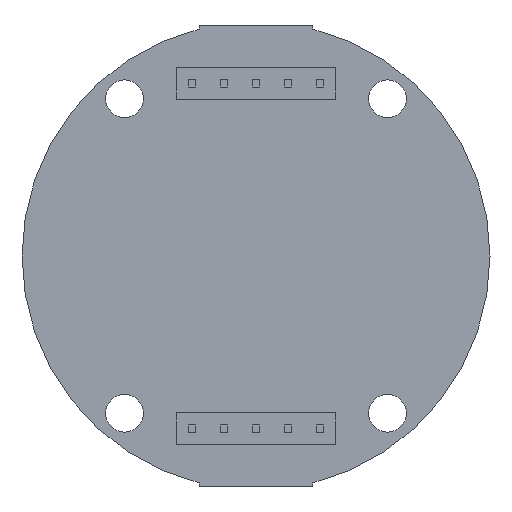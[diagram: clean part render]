
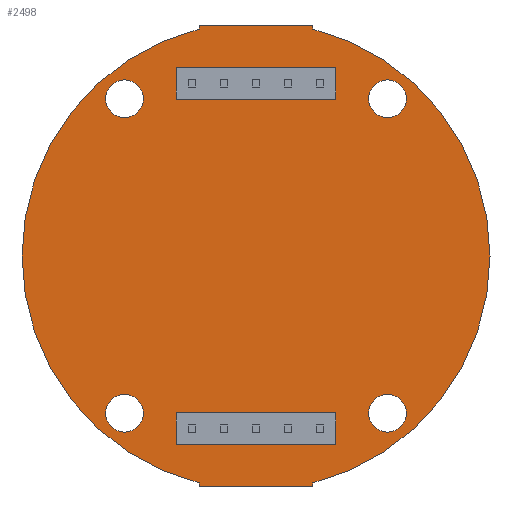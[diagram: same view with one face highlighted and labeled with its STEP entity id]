
A CAD part, front view. The second image highlights one B-rep face of the part: STEP entity #2498.
In plain terms, the highlighted planar face has unit normal (0, -1, 0).
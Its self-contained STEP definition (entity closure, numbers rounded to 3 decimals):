
#51=FACE_BOUND('',#419,.T.);
#52=FACE_BOUND('',#420,.T.);
#53=FACE_BOUND('',#421,.T.);
#54=FACE_BOUND('',#422,.T.);
#55=FACE_BOUND('',#423,.T.);
#56=FACE_BOUND('',#424,.T.);
#58=CIRCLE('',#2565,1.5);
#60=CIRCLE('',#2568,1.5);
#62=CIRCLE('',#2571,1.5);
#64=CIRCLE('',#2574,1.5);
#89=CIRCLE('',#2679,18.6);
#91=CIRCLE('',#2685,18.6);
#246=FACE_OUTER_BOUND('',#418,.T.);
#418=EDGE_LOOP('',(#2217,#2218,#2219,#2220,#2221,#2222,#2223,#2224));
#419=EDGE_LOOP('',(#2225));
#420=EDGE_LOOP('',(#2226));
#421=EDGE_LOOP('',(#2227));
#422=EDGE_LOOP('',(#2228));
#423=EDGE_LOOP('',(#2229,#2230,#2231,#2232));
#424=EDGE_LOOP('',(#2233,#2234,#2235,#2236));
#669=LINE('',#3867,#965);
#673=LINE('',#3875,#969);
#676=LINE('',#3881,#972);
#679=LINE('',#3886,#975);
#681=LINE('',#3892,#977);
#685=LINE('',#3900,#981);
#688=LINE('',#3906,#984);
#691=LINE('',#3911,#987);
#701=LINE('',#3989,#997);
#705=LINE('',#3997,#1001);
#708=LINE('',#4003,#1004);
#712=LINE('',#4015,#1008);
#715=LINE('',#4021,#1011);
#718=LINE('',#4027,#1014);
#965=VECTOR('',#3161,10.);
#969=VECTOR('',#3167,10.);
#972=VECTOR('',#3172,10.);
#975=VECTOR('',#3177,10.);
#977=VECTOR('',#3183,10.);
#981=VECTOR('',#3189,10.);
#984=VECTOR('',#3194,10.);
#987=VECTOR('',#3199,10.);
#997=VECTOR('',#3293,10.);
#1001=VECTOR('',#3299,10.);
#1004=VECTOR('',#3304,10.);
#1008=VECTOR('',#3316,10.);
#1011=VECTOR('',#3321,10.);
#1014=VECTOR('',#3326,10.);
#1098=VERTEX_POINT('',#3593);
#1100=VERTEX_POINT('',#3599);
#1102=VERTEX_POINT('',#3605);
#1104=VERTEX_POINT('',#3611);
#1185=VERTEX_POINT('',#3865);
#1186=VERTEX_POINT('',#3866);
#1189=VERTEX_POINT('',#3874);
#1191=VERTEX_POINT('',#3880);
#1193=VERTEX_POINT('',#3890);
#1194=VERTEX_POINT('',#3891);
#1197=VERTEX_POINT('',#3899);
#1199=VERTEX_POINT('',#3905);
#1225=VERTEX_POINT('',#3987);
#1226=VERTEX_POINT('',#3988);
#1229=VERTEX_POINT('',#3996);
#1231=VERTEX_POINT('',#4002);
#1233=VERTEX_POINT('',#4008);
#1235=VERTEX_POINT('',#4014);
#1237=VERTEX_POINT('',#4020);
#1239=VERTEX_POINT('',#4026);
#1363=EDGE_CURVE('',#1098,#1098,#58,.T.);
#1366=EDGE_CURVE('',#1100,#1100,#60,.T.);
#1369=EDGE_CURVE('',#1102,#1102,#62,.T.);
#1372=EDGE_CURVE('',#1104,#1104,#64,.T.);
#1493=EDGE_CURVE('',#1185,#1186,#669,.T.);
#1497=EDGE_CURVE('',#1186,#1189,#673,.T.);
#1500=EDGE_CURVE('',#1189,#1191,#676,.T.);
#1503=EDGE_CURVE('',#1191,#1185,#679,.T.);
#1505=EDGE_CURVE('',#1193,#1194,#681,.T.);
#1509=EDGE_CURVE('',#1194,#1197,#685,.T.);
#1512=EDGE_CURVE('',#1197,#1199,#688,.T.);
#1515=EDGE_CURVE('',#1199,#1193,#691,.T.);
#1549=EDGE_CURVE('',#1225,#1226,#701,.T.);
#1553=EDGE_CURVE('',#1226,#1229,#705,.T.);
#1556=EDGE_CURVE('',#1229,#1231,#708,.T.);
#1559=EDGE_CURVE('',#1233,#1231,#89,.T.);
#1562=EDGE_CURVE('',#1233,#1235,#712,.T.);
#1565=EDGE_CURVE('',#1235,#1237,#715,.T.);
#1568=EDGE_CURVE('',#1237,#1239,#718,.T.);
#1571=EDGE_CURVE('',#1225,#1239,#91,.T.);
#2217=ORIENTED_EDGE('',*,*,#1571,.F.);
#2218=ORIENTED_EDGE('',*,*,#1549,.T.);
#2219=ORIENTED_EDGE('',*,*,#1553,.T.);
#2220=ORIENTED_EDGE('',*,*,#1556,.T.);
#2221=ORIENTED_EDGE('',*,*,#1559,.F.);
#2222=ORIENTED_EDGE('',*,*,#1562,.T.);
#2223=ORIENTED_EDGE('',*,*,#1565,.T.);
#2224=ORIENTED_EDGE('',*,*,#1568,.T.);
#2225=ORIENTED_EDGE('',*,*,#1363,.T.);
#2226=ORIENTED_EDGE('',*,*,#1366,.T.);
#2227=ORIENTED_EDGE('',*,*,#1369,.T.);
#2228=ORIENTED_EDGE('',*,*,#1372,.T.);
#2229=ORIENTED_EDGE('',*,*,#1493,.T.);
#2230=ORIENTED_EDGE('',*,*,#1497,.T.);
#2231=ORIENTED_EDGE('',*,*,#1500,.T.);
#2232=ORIENTED_EDGE('',*,*,#1503,.T.);
#2233=ORIENTED_EDGE('',*,*,#1505,.T.);
#2234=ORIENTED_EDGE('',*,*,#1509,.T.);
#2235=ORIENTED_EDGE('',*,*,#1512,.T.);
#2236=ORIENTED_EDGE('',*,*,#1515,.T.);
#2358=PLANE('',#2688);
#2498=ADVANCED_FACE('',(#246,#51,#52,#53,#54,#55,#56),#2358,.F.);
#2565=AXIS2_PLACEMENT_3D('',#3595,#2916,#2917);
#2568=AXIS2_PLACEMENT_3D('',#3601,#2923,#2924);
#2571=AXIS2_PLACEMENT_3D('',#3607,#2930,#2931);
#2574=AXIS2_PLACEMENT_3D('',#3613,#2937,#2938);
#2679=AXIS2_PLACEMENT_3D('',#4009,#3309,#3310);
#2685=AXIS2_PLACEMENT_3D('',#4032,#3331,#3332);
#2688=AXIS2_PLACEMENT_3D('',#4035,#3337,#3338);
#2916=DIRECTION('center_axis',(0.,1.,0.));
#2917=DIRECTION('ref_axis',(-1.,0.,0.));
#2923=DIRECTION('center_axis',(0.,1.,0.));
#2924=DIRECTION('ref_axis',(-1.,0.,0.));
#2930=DIRECTION('center_axis',(0.,1.,0.));
#2931=DIRECTION('ref_axis',(-1.,0.,0.));
#2937=DIRECTION('center_axis',(0.,1.,0.));
#2938=DIRECTION('ref_axis',(-1.,0.,0.));
#3161=DIRECTION('',(1.,0.,0.));
#3167=DIRECTION('',(0.,0.,-1.));
#3172=DIRECTION('',(-1.,0.,0.));
#3177=DIRECTION('',(0.,0.,1.));
#3183=DIRECTION('',(0.,0.,-1.));
#3189=DIRECTION('',(-1.,0.,0.));
#3194=DIRECTION('',(0.,0.,1.));
#3199=DIRECTION('',(1.,0.,0.));
#3293=DIRECTION('',(0.,0.,1.));
#3299=DIRECTION('',(-1.,0.,0.));
#3304=DIRECTION('',(0.,0.,-1.));
#3309=DIRECTION('center_axis',(0.,1.,0.));
#3310=DIRECTION('ref_axis',(-0.243,0.,-0.97));
#3316=DIRECTION('',(0.,0.,-1.));
#3321=DIRECTION('',(1.,0.,0.));
#3326=DIRECTION('',(0.,0.,1.));
#3331=DIRECTION('center_axis',(0.,1.,0.));
#3332=DIRECTION('ref_axis',(0.243,0.,0.97));
#3337=DIRECTION('center_axis',(0.,1.,0.));
#3338=DIRECTION('ref_axis',(1.,0.,0.));
#3593=CARTESIAN_POINT('',(-8.95,0.,-12.5));
#3595=CARTESIAN_POINT('Origin',(-10.45,0.,-12.5));
#3599=CARTESIAN_POINT('',(-8.95,0.,12.5));
#3601=CARTESIAN_POINT('Origin',(-10.45,0.,12.5));
#3605=CARTESIAN_POINT('',(11.95,0.,-12.5));
#3607=CARTESIAN_POINT('Origin',(10.45,0.,-12.5));
#3611=CARTESIAN_POINT('',(11.95,0.,12.5));
#3613=CARTESIAN_POINT('Origin',(10.45,0.,12.5));
#3865=CARTESIAN_POINT('',(-6.348,0.,-12.46));
#3866=CARTESIAN_POINT('',(6.352,0.,-12.46));
#3867=CARTESIAN_POINT('',(3.176,0.,-12.46));
#3874=CARTESIAN_POINT('',(6.352,0.,-15.));
#3875=CARTESIAN_POINT('',(6.352,0.,-7.5));
#3880=CARTESIAN_POINT('',(-6.348,0.,-15.));
#3881=CARTESIAN_POINT('',(-3.174,0.,-15.));
#3886=CARTESIAN_POINT('',(-6.348,0.,-6.23));
#3890=CARTESIAN_POINT('',(6.352,0.,15.));
#3891=CARTESIAN_POINT('',(6.352,0.,12.46));
#3892=CARTESIAN_POINT('',(6.352,0.,6.23));
#3899=CARTESIAN_POINT('',(-6.348,0.,12.46));
#3900=CARTESIAN_POINT('',(-3.174,0.,12.46));
#3905=CARTESIAN_POINT('',(-6.348,0.,15.));
#3906=CARTESIAN_POINT('',(-6.348,0.,7.5));
#3911=CARTESIAN_POINT('',(3.176,0.,15.));
#3987=CARTESIAN_POINT('',(4.525,0.,18.041));
#3988=CARTESIAN_POINT('',(4.525,0.,18.3));
#3989=CARTESIAN_POINT('',(4.525,0.,18.041));
#3996=CARTESIAN_POINT('',(-4.525,0.,18.3));
#3997=CARTESIAN_POINT('',(4.525,0.,18.3));
#4002=CARTESIAN_POINT('',(-4.525,0.,18.041));
#4003=CARTESIAN_POINT('',(-4.525,0.,18.3));
#4008=CARTESIAN_POINT('',(-4.525,0.,-18.041));
#4009=CARTESIAN_POINT('Origin',(0.,0.,0.));
#4014=CARTESIAN_POINT('',(-4.525,0.,-18.3));
#4015=CARTESIAN_POINT('',(-4.525,0.,-18.041));
#4020=CARTESIAN_POINT('',(4.525,0.,-18.3));
#4021=CARTESIAN_POINT('',(-4.525,0.,-18.3));
#4026=CARTESIAN_POINT('',(4.525,0.,-18.041));
#4027=CARTESIAN_POINT('',(4.525,0.,-18.3));
#4032=CARTESIAN_POINT('Origin',(0.,0.,0.));
#4035=CARTESIAN_POINT('Origin',(0.,0.,0.));
